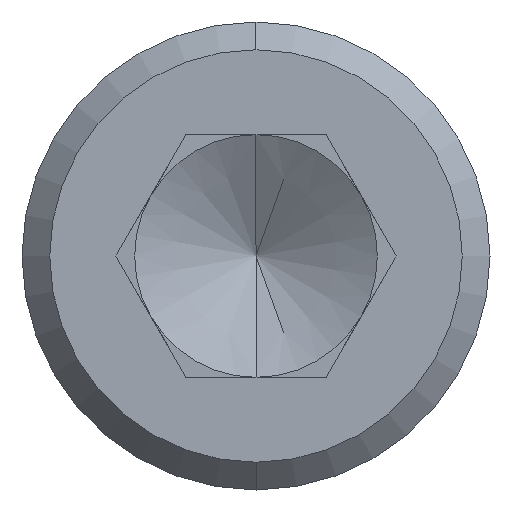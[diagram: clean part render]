
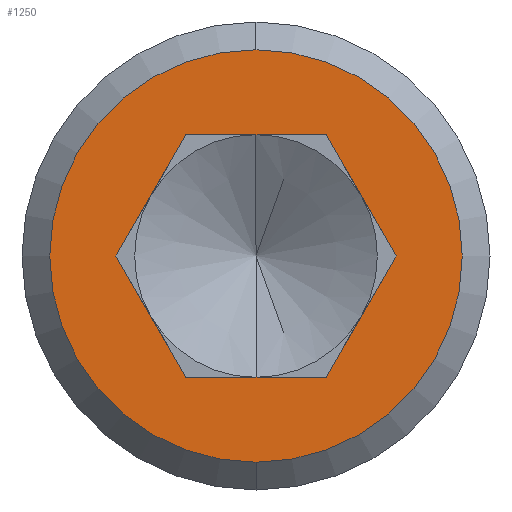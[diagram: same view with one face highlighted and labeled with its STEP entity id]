
A CAD part, left-side view. The second image highlights one B-rep face of the part: STEP entity #1250.
In plain terms, the highlighted planar face has unit normal (-1, 0, 0).
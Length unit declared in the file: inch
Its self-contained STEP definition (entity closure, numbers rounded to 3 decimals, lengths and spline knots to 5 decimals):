
#2 = VECTOR ( 'NONE', #1735, 39.37008 ) ;
#5 = CARTESIAN_POINT ( 'NONE',  ( 0., -0.04041, 0.07 ) ) ;
#52 = ORIENTED_EDGE ( 'NONE', *, *, #852, .T. ) ;
#77 = ORIENTED_EDGE ( 'NONE', *, *, #700, .T. ) ;
#92 = VECTOR ( 'NONE', #2182, 39.37008 ) ;
#163 = AXIS2_PLACEMENT_3D ( 'NONE', #2110, #2088, #2052 ) ;
#184 = VERTEX_POINT ( 'NONE', #2203 ) ;
#223 = CARTESIAN_POINT ( 'NONE',  ( 0., 0., 0. ) ) ;
#298 = VECTOR ( 'NONE', #308, 39.37008 ) ;
#308 = DIRECTION ( 'NONE',  ( 0., -0.5, -0.866 ) ) ;
#313 = CARTESIAN_POINT ( 'NONE',  ( 0., -0.08083, 0. ) ) ;
#373 = DIRECTION ( 'NONE',  ( 0., 0.5, -0.866 ) ) ;
#425 = EDGE_CURVE ( 'NONE', #1880, #1373, #575, .T. ) ;
#434 = DIRECTION ( 'NONE',  ( 0., -0.5, 0.866 ) ) ;
#469 = LINE ( 'NONE', #1348, #2 ) ;
#498 = FACE_BOUND ( 'NONE', #1742, .T. ) ;
#519 = ORIENTED_EDGE ( 'NONE', *, *, #2046, .F. ) ;
#548 = ORIENTED_EDGE ( 'NONE', *, *, #1198, .T. ) ;
#560 = VERTEX_POINT ( 'NONE', #2036 ) ;
#575 = CIRCLE ( 'NONE', #1845, 0.119 ) ;
#625 = VERTEX_POINT ( 'NONE', #842 ) ;
#631 = EDGE_CURVE ( 'NONE', #868, #184, #1875, .T. ) ;
#658 = VECTOR ( 'NONE', #434, 39.37008 ) ;
#663 = LINE ( 'NONE', #5, #298 ) ;
#697 = VECTOR ( 'NONE', #2114, 39.37008 ) ;
#700 = EDGE_CURVE ( 'NONE', #992, #625, #2224, .T. ) ;
#842 = CARTESIAN_POINT ( 'NONE',  ( 0., 0.04041, 0.07 ) ) ;
#850 = VERTEX_POINT ( 'NONE', #2169 ) ;
#852 = EDGE_CURVE ( 'NONE', #850, #868, #663, .T. ) ;
#865 = CARTESIAN_POINT ( 'NONE',  ( 0., 0.08083, 0. ) ) ;
#868 = VERTEX_POINT ( 'NONE', #2064 ) ;
#928 = ORIENTED_EDGE ( 'NONE', *, *, #1660, .F. ) ;
#935 = CARTESIAN_POINT ( 'NONE',  ( 0., 0., -0.119 ) ) ;
#989 = CARTESIAN_POINT ( 'NONE',  ( 0., 0.08083, 0. ) ) ;
#992 = VERTEX_POINT ( 'NONE', #865 ) ;
#1106 = AXIS2_PLACEMENT_3D ( 'NONE', #1480, #1443, #1440 ) ;
#1174 = LINE ( 'NONE', #1623, #697 ) ;
#1183 = ORIENTED_EDGE ( 'NONE', *, *, #631, .T. ) ;
#1198 = EDGE_CURVE ( 'NONE', #1373, #1880, #1716, .T. ) ;
#1199 = CARTESIAN_POINT ( 'NONE',  ( 0., 0., 0.119 ) ) ;
#1235 = ORIENTED_EDGE ( 'NONE', *, *, #1697, .F. ) ;
#1250 = ADVANCED_FACE ( 'NONE', ( #498, #1394 ), #1503, .T. ) ;
#1284 = ORIENTED_EDGE ( 'NONE', *, *, #425, .T. ) ;
#1348 = CARTESIAN_POINT ( 'NONE',  ( 0., -0.04041, 0.07 ) ) ;
#1373 = VERTEX_POINT ( 'NONE', #1199 ) ;
#1394 = FACE_OUTER_BOUND ( 'NONE', #1581, .T. ) ;
#1440 = DIRECTION ( 'NONE',  ( 0., 0., 1. ) ) ;
#1443 = DIRECTION ( 'NONE',  ( -1., 0., 0. ) ) ;
#1480 = CARTESIAN_POINT ( 'NONE',  ( 0., 0., 0. ) ) ;
#1503 = PLANE ( 'NONE',  #1106 ) ;
#1581 = EDGE_LOOP ( 'NONE', ( #1284, #548 ) ) ;
#1623 = CARTESIAN_POINT ( 'NONE',  ( 0., 0.08083, 0. ) ) ;
#1660 = EDGE_CURVE ( 'NONE', #850, #625, #469, .T. ) ;
#1697 = EDGE_CURVE ( 'NONE', #992, #560, #1174, .T. ) ;
#1716 = CIRCLE ( 'NONE', #163, 0.119 ) ;
#1735 = DIRECTION ( 'NONE',  ( 0., 1., 0. ) ) ;
#1742 = EDGE_LOOP ( 'NONE', ( #77, #928, #52, #1183, #519, #1235 ) ) ;
#1829 = LINE ( 'NONE', #2126, #92 ) ;
#1845 = AXIS2_PLACEMENT_3D ( 'NONE', #223, #2072, #2094 ) ;
#1875 = LINE ( 'NONE', #313, #1918 ) ;
#1880 = VERTEX_POINT ( 'NONE', #935 ) ;
#1918 = VECTOR ( 'NONE', #373, 39.37008 ) ;
#2036 = CARTESIAN_POINT ( 'NONE',  ( 0., 0.04041, -0.07 ) ) ;
#2046 = EDGE_CURVE ( 'NONE', #560, #184, #1829, .T. ) ;
#2052 = DIRECTION ( 'NONE',  ( 0., 0., 1. ) ) ;
#2064 = CARTESIAN_POINT ( 'NONE',  ( 0., -0.08083, 0. ) ) ;
#2072 = DIRECTION ( 'NONE',  ( -1., 0., 0. ) ) ;
#2088 = DIRECTION ( 'NONE',  ( -1., 0., 0. ) ) ;
#2094 = DIRECTION ( 'NONE',  ( 0., 0., 1. ) ) ;
#2110 = CARTESIAN_POINT ( 'NONE',  ( 0., 0., 0. ) ) ;
#2114 = DIRECTION ( 'NONE',  ( 0., -0.5, -0.866 ) ) ;
#2126 = CARTESIAN_POINT ( 'NONE',  ( 0., 0.04041, -0.07 ) ) ;
#2169 = CARTESIAN_POINT ( 'NONE',  ( 0., -0.04041, 0.07 ) ) ;
#2182 = DIRECTION ( 'NONE',  ( 0., -1., 0. ) ) ;
#2203 = CARTESIAN_POINT ( 'NONE',  ( 0., -0.04041, -0.07 ) ) ;
#2224 = LINE ( 'NONE', #989, #658 ) ;
